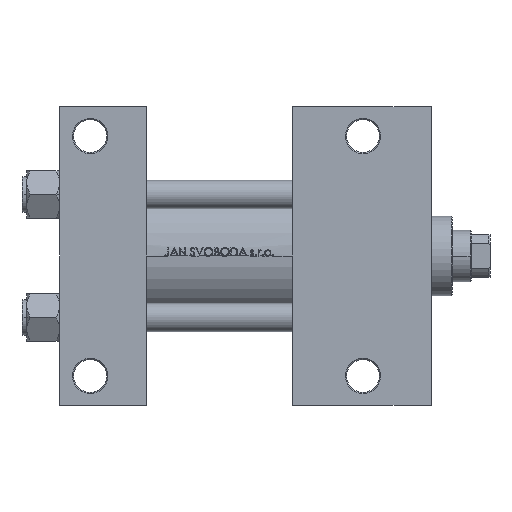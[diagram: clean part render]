
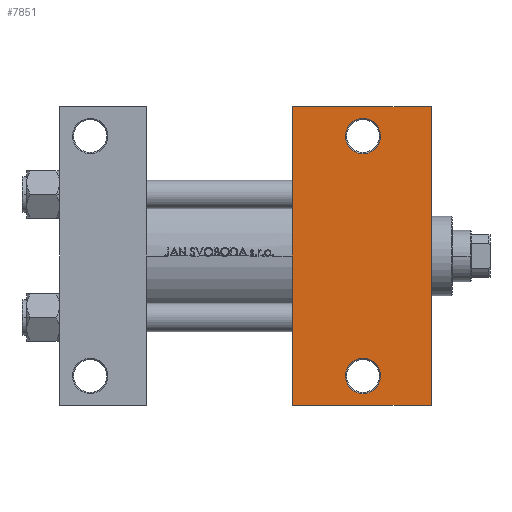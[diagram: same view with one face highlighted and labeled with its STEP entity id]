
A CAD part, front view. The second image highlights one B-rep face of the part: STEP entity #7851.
In plain terms, the highlighted face is planar.
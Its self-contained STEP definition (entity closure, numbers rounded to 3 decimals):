
#508 = VERTEX_POINT ( 'NONE', #18194 ) ;
#1012 = ORIENTED_EDGE ( 'NONE', *, *, #42486, .T. ) ;
#2093 = EDGE_CURVE ( 'NONE', #39899, #4214, #25050, .T. ) ;
#2171 = DIRECTION ( 'NONE',  ( 0., 0., 1. ) ) ;
#2281 = DIRECTION ( 'NONE',  ( -1., 0., 0. ) ) ;
#2516 = CARTESIAN_POINT ( 'NONE',  ( 129., -51., -37.5 ) ) ;
#4214 = VERTEX_POINT ( 'NONE', #40309 ) ;
#5610 = CIRCLE ( 'NONE', #8755, 7.5 ) ;
#7530 = PLANE ( 'NONE',  #36272 ) ;
#7686 = DIRECTION ( 'NONE',  ( 1., 0., 0. ) ) ;
#7851 = ADVANCED_FACE ( 'NONE', ( #11253, #33848, #41536 ), #7530, .T. ) ;
#7903 = EDGE_CURVE ( 'NONE', #17267, #7911, #39582, .T. ) ;
#7911 = VERTEX_POINT ( 'NONE', #11755 ) ;
#8259 = LINE ( 'NONE', #12478, #17403 ) ;
#8755 = AXIS2_PLACEMENT_3D ( 'NONE', #2516, #24923, #2281 ) ;
#9037 = AXIS2_PLACEMENT_3D ( 'NONE', #47627, #2171, #17334 ) ;
#10005 = ORIENTED_EDGE ( 'NONE', *, *, #33333, .T. ) ;
#11118 = VERTEX_POINT ( 'NONE', #47757 ) ;
#11253 = FACE_BOUND ( 'NONE', #39861, .T. ) ;
#11412 = LINE ( 'NONE', #41698, #15601 ) ;
#11701 = EDGE_CURVE ( 'NONE', #39899, #11118, #11412, .T. ) ;
#11755 = CARTESIAN_POINT ( 'NONE',  ( 136.5, 51., -37.5 ) ) ;
#11882 = ORIENTED_EDGE ( 'NONE', *, *, #20902, .T. ) ;
#12478 = CARTESIAN_POINT ( 'NONE',  ( 99., -63.5, -37.5 ) ) ;
#12517 = VERTEX_POINT ( 'NONE', #46916 ) ;
#13864 = ORIENTED_EDGE ( 'NONE', *, *, #2093, .F. ) ;
#14297 = DIRECTION ( 'NONE',  ( 0., 0., 1. ) ) ;
#15601 = VECTOR ( 'NONE', #7686, 1000. ) ;
#17267 = VERTEX_POINT ( 'NONE', #36715 ) ;
#17334 = DIRECTION ( 'NONE',  ( -1., 0., 0. ) ) ;
#17382 = CARTESIAN_POINT ( 'NONE',  ( 136.5, -51., -37.5 ) ) ;
#17403 = VECTOR ( 'NONE', #23415, 1000. ) ;
#18194 = CARTESIAN_POINT ( 'NONE',  ( 158., -63.5, -37.5 ) ) ;
#18644 = EDGE_CURVE ( 'NONE', #508, #4214, #8259, .T. ) ;
#19699 = CARTESIAN_POINT ( 'NONE',  ( 129., 51., -37.5 ) ) ;
#19928 = EDGE_LOOP ( 'NONE', ( #10005, #11882 ) ) ;
#20661 = CIRCLE ( 'NONE', #26184, 7.5 ) ;
#20902 = EDGE_CURVE ( 'NONE', #39924, #12517, #5610, .T. ) ;
#21501 = DIRECTION ( 'NONE',  ( -1., 0., 0. ) ) ;
#21801 = VECTOR ( 'NONE', #31995, 1000. ) ;
#21959 = DIRECTION ( 'NONE',  ( -1., 0., 0. ) ) ;
#23415 = DIRECTION ( 'NONE',  ( -1., 0., 0. ) ) ;
#23761 = LINE ( 'NONE', #30955, #34330 ) ;
#24297 = ORIENTED_EDGE ( 'NONE', *, *, #18644, .T. ) ;
#24701 = EDGE_CURVE ( 'NONE', #7911, #17267, #20661, .T. ) ;
#24923 = DIRECTION ( 'NONE',  ( 0., 0., 1. ) ) ;
#25050 = LINE ( 'NONE', #35964, #21801 ) ;
#25256 = CARTESIAN_POINT ( 'NONE',  ( 129., 51., -37.5 ) ) ;
#26184 = AXIS2_PLACEMENT_3D ( 'NONE', #25256, #14297, #21501 ) ;
#26738 = DIRECTION ( 'NONE',  ( 0., -1., 0. ) ) ;
#27645 = DIRECTION ( 'NONE',  ( -1., 0., 0. ) ) ;
#29805 = EDGE_LOOP ( 'NONE', ( #13864, #47551, #1012, #24297 ) ) ;
#30366 = DIRECTION ( 'NONE',  ( 0., 0., -1. ) ) ;
#30955 = CARTESIAN_POINT ( 'NONE',  ( 158., 37.5, -37.5 ) ) ;
#31995 = DIRECTION ( 'NONE',  ( 0., -1., 0. ) ) ;
#33333 = EDGE_CURVE ( 'NONE', #12517, #39924, #36771, .T. ) ;
#33848 = FACE_BOUND ( 'NONE', #19928, .T. ) ;
#34330 = VECTOR ( 'NONE', #26738, 1000. ) ;
#34840 = DIRECTION ( 'NONE',  ( 0., 0., 1. ) ) ;
#35964 = CARTESIAN_POINT ( 'NONE',  ( 99., 37.5, -37.5 ) ) ;
#36272 = AXIS2_PLACEMENT_3D ( 'NONE', #37805, #30366, #21959 ) ;
#36715 = CARTESIAN_POINT ( 'NONE',  ( 121.5, 51., -37.5 ) ) ;
#36771 = CIRCLE ( 'NONE', #9037, 7.5 ) ;
#37805 = CARTESIAN_POINT ( 'NONE',  ( 158., 37.5, -37.5 ) ) ;
#38006 = ORIENTED_EDGE ( 'NONE', *, *, #7903, .T. ) ;
#39582 = CIRCLE ( 'NONE', #48293, 7.5 ) ;
#39730 = CARTESIAN_POINT ( 'NONE',  ( 99., 63.5, -37.5 ) ) ;
#39861 = EDGE_LOOP ( 'NONE', ( #38006, #46152 ) ) ;
#39899 = VERTEX_POINT ( 'NONE', #39730 ) ;
#39924 = VERTEX_POINT ( 'NONE', #17382 ) ;
#40309 = CARTESIAN_POINT ( 'NONE',  ( 99., -63.5, -37.5 ) ) ;
#41536 = FACE_OUTER_BOUND ( 'NONE', #29805, .T. ) ;
#41698 = CARTESIAN_POINT ( 'NONE',  ( 99., 63.5, -37.5 ) ) ;
#42486 = EDGE_CURVE ( 'NONE', #11118, #508, #23761, .T. ) ;
#46152 = ORIENTED_EDGE ( 'NONE', *, *, #24701, .T. ) ;
#46916 = CARTESIAN_POINT ( 'NONE',  ( 121.5, -51., -37.5 ) ) ;
#47551 = ORIENTED_EDGE ( 'NONE', *, *, #11701, .T. ) ;
#47627 = CARTESIAN_POINT ( 'NONE',  ( 129., -51., -37.5 ) ) ;
#47757 = CARTESIAN_POINT ( 'NONE',  ( 158., 63.5, -37.5 ) ) ;
#48293 = AXIS2_PLACEMENT_3D ( 'NONE', #19699, #34840, #27645 ) ;
